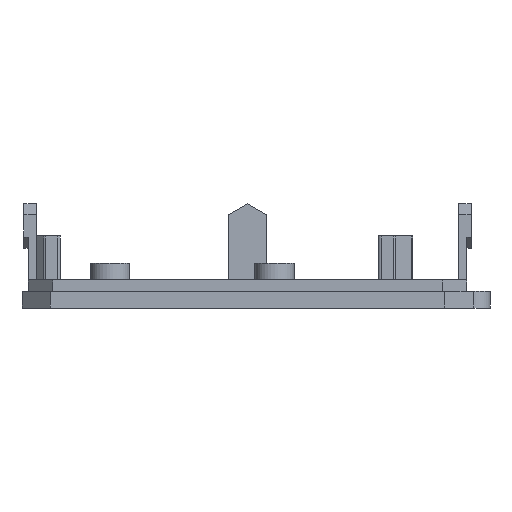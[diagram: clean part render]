
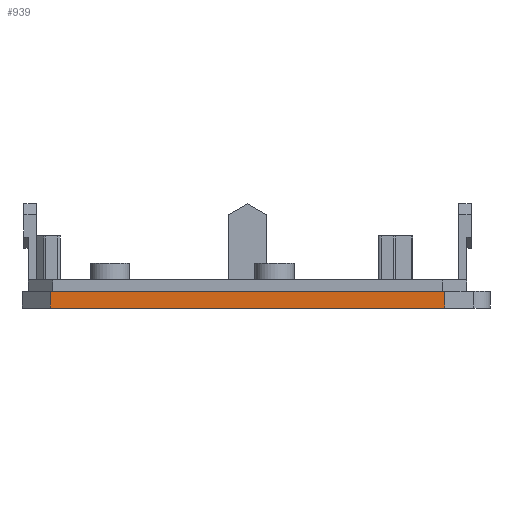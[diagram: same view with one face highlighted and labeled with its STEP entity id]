
A CAD part, left-side view. The second image highlights one B-rep face of the part: STEP entity #939.
In plain terms, the highlighted planar face has unit normal (-1, 0, 0).
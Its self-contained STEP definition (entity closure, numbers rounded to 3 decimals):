
#939=ADVANCED_FACE('',(#10818),#10820,.T.);
#10818=FACE_BOUND('',#10819,.T.);
#10819=EDGE_LOOP('',(#19615,#19616,#19617,#19618));
#10820=PLANE('',#10821);
#10821=AXIS2_PLACEMENT_3D('',#10822,#10823,#10824);
#10822=CARTESIAN_POINT('',(-140.15,-77.1,-10.));
#10823=DIRECTION('',(-1.,0.,0.));
#10824=DIRECTION('',(0.,1.,0.));
#19615=ORIENTED_EDGE('',*,*,#25736,.F.);
#19616=ORIENTED_EDGE('',*,*,#24671,.T.);
#19617=ORIENTED_EDGE('',*,*,#25752,.T.);
#19618=ORIENTED_EDGE('',*,*,#25754,.F.);
#24671=EDGE_CURVE('',#28012,#28028,#28030,.T.);
#25736=EDGE_CURVE('',#28012,#30109,#30110,.T.);
#25752=EDGE_CURVE('',#28028,#30133,#30134,.T.);
#25754=EDGE_CURVE('',#30109,#30133,#30136,.T.);
#28012=VERTEX_POINT('',#33752);
#28028=VERTEX_POINT('',#33785);
#28030=LINE('',#33789,#33790);
#30109=VERTEX_POINT('',#38061);
#30110=LINE('',#38062,#38063);
#30133=VERTEX_POINT('',#38118);
#30134=LINE('',#38119,#38120);
#30136=LINE('',#38125,#38126);
#33752=CARTESIAN_POINT('',(-140.15,-72.1,-10.));
#33785=CARTESIAN_POINT('',(-140.15,-2.1,-10.));
#33789=CARTESIAN_POINT('',(-140.15,-72.1,-10.));
#33790=VECTOR('',#33791,1.);
#33791=DIRECTION('',(0.,1.,0.));
#38061=CARTESIAN_POINT('',(-140.15,-72.1,-13.));
#38062=CARTESIAN_POINT('',(-140.15,-72.1,-10.));
#38063=VECTOR('',#38064,1.);
#38064=DIRECTION('',(0.,0.,-1.));
#38118=CARTESIAN_POINT('',(-140.15,-2.1,-13.));
#38119=CARTESIAN_POINT('',(-140.15,-2.1,-10.));
#38120=VECTOR('',#38121,1.);
#38121=DIRECTION('',(0.,0.,-1.));
#38125=CARTESIAN_POINT('',(-140.15,-72.1,-13.));
#38126=VECTOR('',#38127,1.);
#38127=DIRECTION('',(0.,1.,0.));
